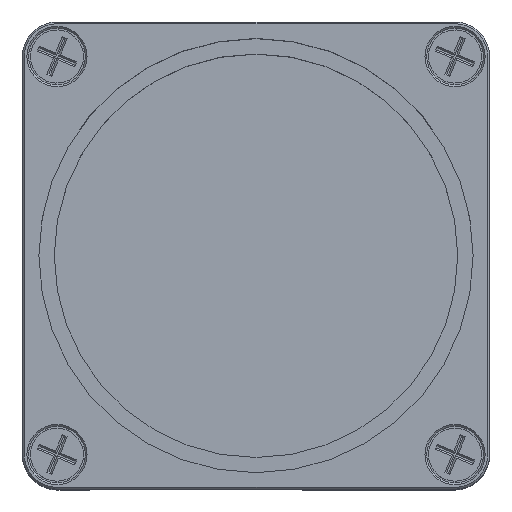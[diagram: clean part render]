
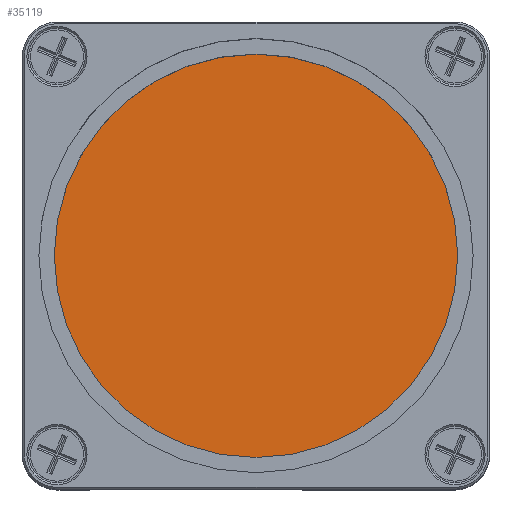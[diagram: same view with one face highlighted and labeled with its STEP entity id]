
A CAD part, top view. The second image highlights one B-rep face of the part: STEP entity #35119.
In plain terms, the highlighted face is planar.
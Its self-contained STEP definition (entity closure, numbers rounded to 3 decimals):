
#6272=FACE_OUTER_BOUND('',#45343,.T.);
#35119=ADVANCED_FACE('',(#6272),#39362,.F.);
#39362=PLANE('',#110708);
#45343=EDGE_LOOP('',(#67126));
#67126=ORIENTED_EDGE('',*,*,#96791,.F.);
#83598=VERTEX_POINT('',#162691);
#96791=EDGE_CURVE('',#83598,#83598,#103945,.T.);
#103945=CIRCLE('',#110705,12.5);
#110705=AXIS2_PLACEMENT_3D('',#162690,#132834,#132835);
#110708=AXIS2_PLACEMENT_3D('',#162694,#132840,#132841);
#132834=DIRECTION('',(0.,0.,1.));
#132835=DIRECTION('',(1.,0.,0.));
#132840=DIRECTION('',(0.,0.,1.));
#132841=DIRECTION('',(1.,0.,0.));
#162690=CARTESIAN_POINT('',(0.,0.,0.));
#162691=CARTESIAN_POINT('',(12.5,0.,0.));
#162694=CARTESIAN_POINT('',(0.,0.,0.));
